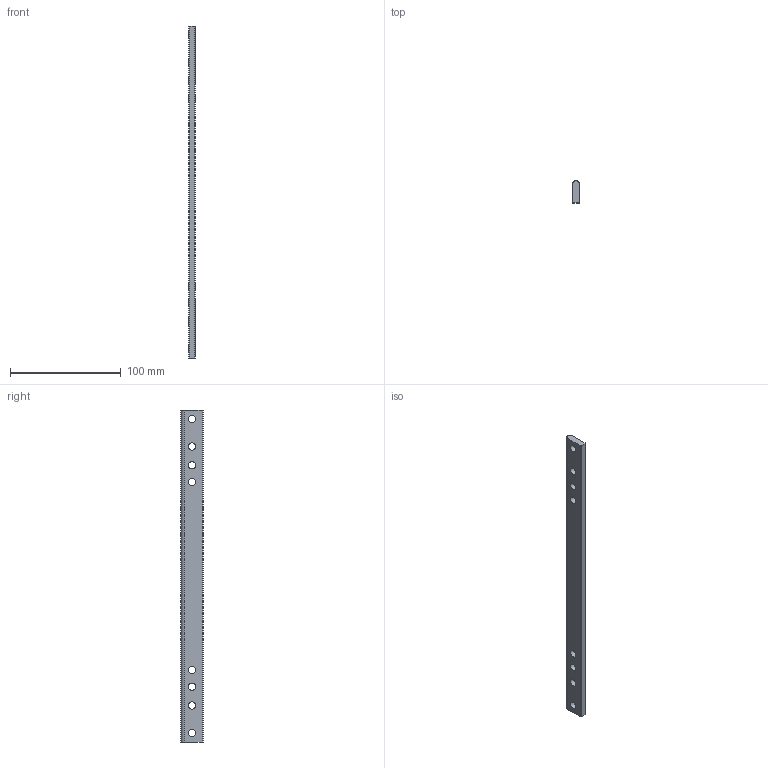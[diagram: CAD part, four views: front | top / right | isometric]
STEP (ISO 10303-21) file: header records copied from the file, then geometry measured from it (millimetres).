
FILE_DESCRIPTION(/* description */ ('Kontaktleiste'),/* implementation_level */ '2;1');
FILE_NAME(/* name */ 'JR 810695.ipt_.step',/* time_stamp */ '2024-09-19T14:54:18+02:00',/* author */ ('DIHO'),/* organization */ (''),/* preprocessor_version */ 'ST-DEVELOPER v18.1',/* originating_system */ 'Autodesk Inventor 2022',/* authorisation */ '');
FILE_SCHEMA (('AUTOMOTIVE_DESIGN { 1 0 10303 214 3 1 1 }'));
Length unit declared in the file: millimetre
Products named in the file (1): JR 810695
Bounding box: 6 x 20 x 300 mm (x, y, z)
Volume: 33116.6 mm3; surface area: 15301 mm2
Topology: 1 solids, 1 shells, 16 faces, 42 edges, 28 vertices
Faces by surface type: cylinder 11, plane 5
Full cylindrical faces by diameter (mm): 6.6 x8
Entity records: 583 total; most frequent: DIRECTION 98, CARTESIAN_POINT 87, ORIENTED_EDGE 84, EDGE_CURVE 42, AXIS2_PLACEMENT_3D 39, EDGE_LOOP 32, VERTEX_POINT 28, CIRCLE 22
